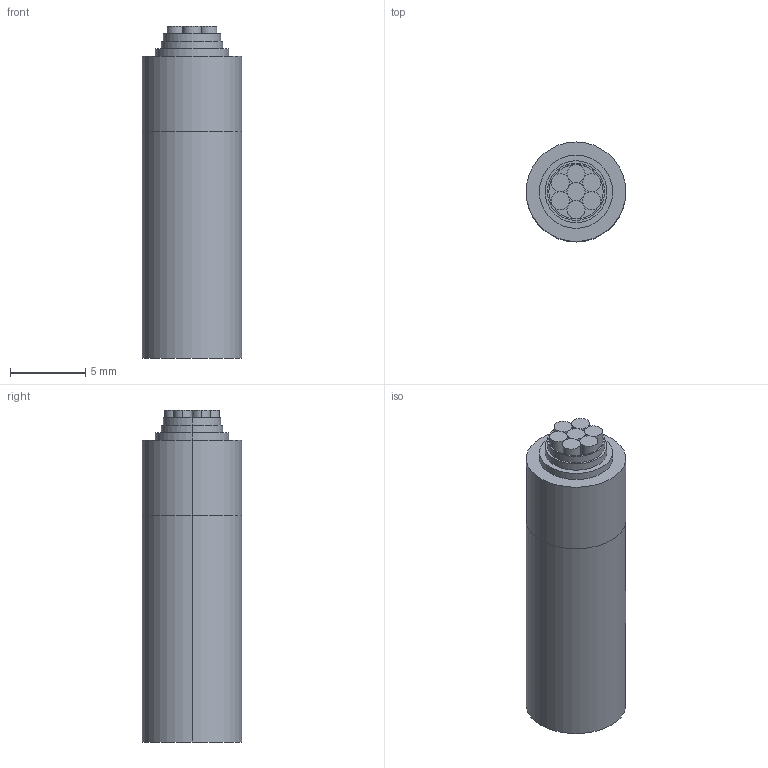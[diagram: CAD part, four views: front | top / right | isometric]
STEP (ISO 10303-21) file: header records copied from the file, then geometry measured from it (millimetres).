
FILE_DESCRIPTION (( 'STEP AP203' ), '1' );
FILE_NAME ('fiber kablo 22.STEP', '2022-01-10T21:19:01', ( '' ), ( '' ), 'SwSTEP 2.0', 'SolidWorks 2021', '' );
FILE_SCHEMA (( 'CONFIG_CONTROL_DESIGN' ));
Length unit declared in the file: millimetre
Products named in the file (1): fiber kablo 22
Bounding box: 6.6 x 6.6 x 22 mm (x, y, z)
Volume: 695 mm3; surface area: 825.3 mm2
Topology: 9 solids, 9 shells, 47 faces, 78 edges, 52 vertices
Faces by surface type: cylinder 26, plane 21
Entity records: 1189 total; most frequent: DIRECTION 226, CARTESIAN_POINT 178, ORIENTED_EDGE 156, AXIS2_PLACEMENT_3D 100, EDGE_CURVE 78, EDGE_LOOP 52, CIRCLE 52, VERTEX_POINT 52
